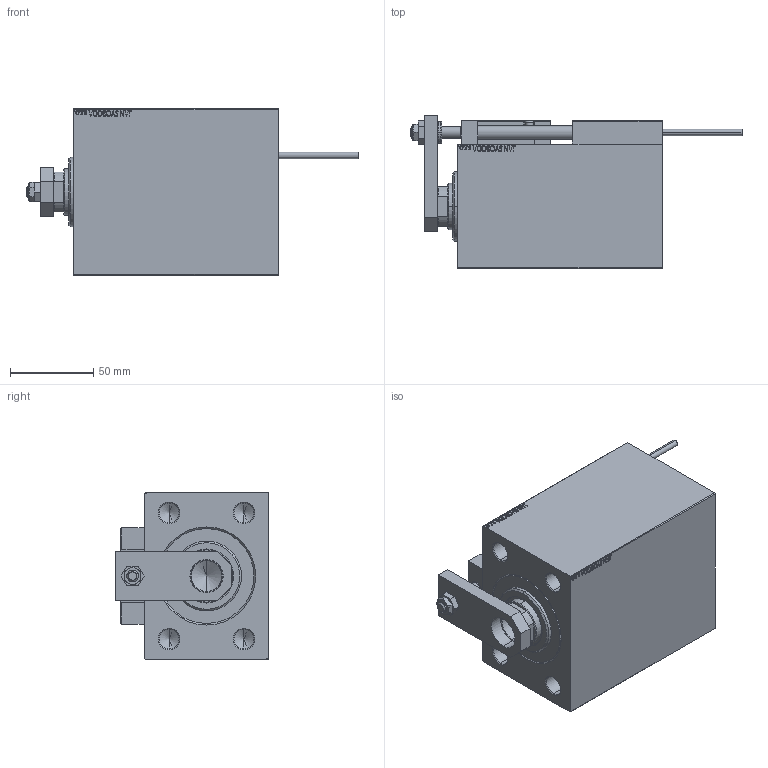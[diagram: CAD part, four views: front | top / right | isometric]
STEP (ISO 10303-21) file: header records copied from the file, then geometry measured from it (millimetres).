
FILE_DESCRIPTION (( 'STEP AP203' ), '1' );
FILE_NAME ('aa61.STEP', '2024-07-12T08:25:25', ( '' ), ( '' ), 'SwSTEP 2.0', 'SolidWorks 2019', '' );
FILE_SCHEMA (( 'CONFIG_CONTROL_DESIGN' ));
Length unit declared in the file: millimetre
Products named in the file (16): Block c823d37eb3046bbf73c481b04379dd46; SWITCH X c823d37eb3046bbf73c481b04379dd46; KONCOVKA c823d37eb3046bbf73c481b04379dd46; TYC_L79 c823d37eb3046bbf73c481b04379dd46; ALLEN BOLT D5 c823d37eb3046bbf73c481b04379dd46; V450CM_VC_B c823d37eb3046bbf73c481b04379dd46; SWITCH_X_FRONT_BACK c823d37eb3046bbf73c481b04379dd46; V450CM_B_VCP c823d37eb3046bbf73c481b04379dd46; SWITCH DIM B,W c823d37eb3046bbf73c481b04379dd46; ZARAZKA c823d37eb3046bbf73c481b04379dd46; ALLEN BOLT D8 c823d37eb3046bbf73c481b04379dd46; NUT_D12 c823d37eb3046bbf73c481b04379dd46; NUT_D10 c823d37eb3046bbf73c481b04379dd46; V450CM_B_Body c823d37eb3046bbf73c481b04379dd46; MAGNET c823d37eb3046bbf73c481b04379dd46; aa61
Assembly tree (25 placements, depth 3):
  aa61
    V450CM_B_Body c823d37eb3046bbf73c481b04379dd46
    V450CM_B_VCP c823d37eb3046bbf73c481b04379dd46
    SWITCH X c823d37eb3046bbf73c481b04379dd46
      SWITCH_X_FRONT_BACK c823d37eb3046bbf73c481b04379dd46  x2
      TYC_L79 c823d37eb3046bbf73c481b04379dd46
      Block c823d37eb3046bbf73c481b04379dd46  x2
      ALLEN BOLT D5 c823d37eb3046bbf73c481b04379dd46  x4
      ALLEN BOLT D8 c823d37eb3046bbf73c481b04379dd46  x4
      MAGNET c823d37eb3046bbf73c481b04379dd46  x2
      KONCOVKA c823d37eb3046bbf73c481b04379dd46  x2
    NUT_D10 c823d37eb3046bbf73c481b04379dd46
    NUT_D12 c823d37eb3046bbf73c481b04379dd46
    SWITCH DIM B,W c823d37eb3046bbf73c481b04379dd46
    ZARAZKA c823d37eb3046bbf73c481b04379dd46
    V450CM_VC_B c823d37eb3046bbf73c481b04379dd46
Bounding box: 199.7 x 92.5 x 100 mm (x, y, z)
Volume: 890122.2 mm3; surface area: 137110.8 mm2
Topology: 24 solids, 24 shells, 1321 faces, 3160 edges, 2002 vertices
Faces by surface type: plane 562, bspline 380, cylinder 186, cone 145, torus 44, sphere 4
Entity records: 51413 total; most frequent: CARTESIAN_POINT 26281, ORIENTED_EDGE 5308, DIRECTION 3621, EDGE_CURVE 2654, VERTEX_POINT 1726, VECTOR 1529, LINE 1529, EDGE_LOOP 1228
